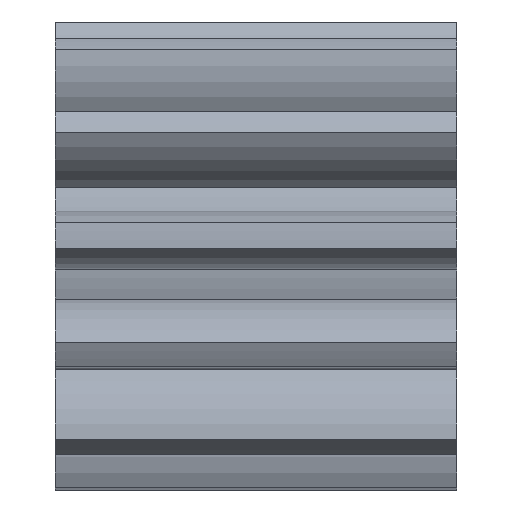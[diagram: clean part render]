
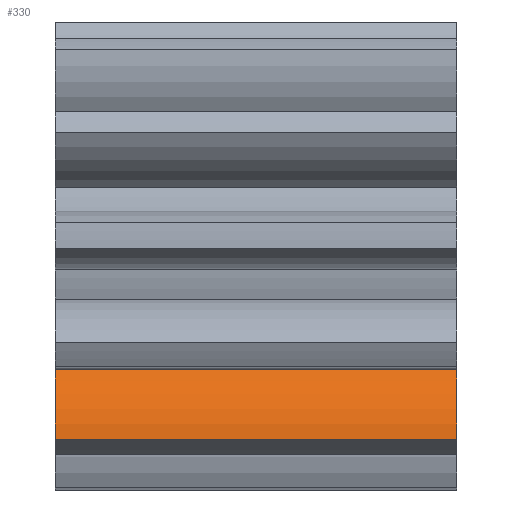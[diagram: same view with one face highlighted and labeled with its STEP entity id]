
A CAD part, left-side view. The second image highlights one B-rep face of the part: STEP entity #330.
In plain terms, the highlighted cylindrical face has radius 3 mm (diameter 6 mm), a partial arc.
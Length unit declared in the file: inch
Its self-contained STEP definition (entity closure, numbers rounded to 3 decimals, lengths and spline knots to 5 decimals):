
#323 = VERTEX_POINT ( 'NONE', #1457 ) ;
#325 = EDGE_CURVE ( 'NONE', #326, #323, #1456, .T. ) ;
#326 = VERTEX_POINT ( 'NONE', #1452 ) ;
#330 = ADVANCED_FACE ( 'NONE', ( #1446 ), #1445, .T. ) ;
#331 = EDGE_LOOP ( 'NONE', ( #332, #335, #375, #377 ) ) ;
#332 = ORIENTED_EDGE ( 'NONE', *, *, #333, .T. ) ;
#333 = EDGE_CURVE ( 'NONE', #323, #334, #1444, .T. ) ;
#334 = VERTEX_POINT ( 'NONE', #1435 ) ;
#335 = ORIENTED_EDGE ( 'NONE', *, *, #336, .F. ) ;
#336 = EDGE_CURVE ( 'NONE', #374, #334, #1434, .T. ) ;
#374 = VERTEX_POINT ( 'NONE', #1537 ) ;
#375 = ORIENTED_EDGE ( 'NONE', *, *, #376, .F. ) ;
#376 = EDGE_CURVE ( 'NONE', #326, #374, #1536, .T. ) ;
#377 = ORIENTED_EDGE ( 'NONE', *, *, #325, .T. ) ;
#1431 = DIRECTION ( 'NONE',  ( 0., -1., 0. ) ) ;
#1432 = VECTOR ( 'NONE', #1431, 39.37008 ) ;
#1433 = CARTESIAN_POINT ( 'NONE',  ( -0.13816, 0.25, -0.14163 ) ) ;
#1434 = LINE ( 'NONE', #1433, #1432 ) ;
#1435 = CARTESIAN_POINT ( 'NONE',  ( -0.13816, -0.25, -0.14163 ) ) ;
#1436 = DIRECTION ( 'NONE',  ( 0., 0., 1. ) ) ;
#1437 = DIRECTION ( 'NONE',  ( 0., 1., 0. ) ) ;
#1438 = CARTESIAN_POINT ( 'NONE',  ( -0.06222, -0.25, -0.23209 ) ) ;
#1439 = AXIS2_PLACEMENT_3D ( 'NONE', #1438, #1437, #1436 ) ;
#1440 = DIRECTION ( 'NONE',  ( 0., 0., -1. ) ) ;
#1441 = DIRECTION ( 'NONE',  ( 0., -1., 0. ) ) ;
#1442 = CARTESIAN_POINT ( 'NONE',  ( -0.06222, 0.25, -0.23209 ) ) ;
#1443 = AXIS2_PLACEMENT_3D ( 'NONE', #1442, #1441, #1440 ) ;
#1444 = CIRCLE ( 'NONE', #1439, 0.11811 ) ;
#1445 = CYLINDRICAL_SURFACE ( 'NONE', #1443, 0.11811 ) ;
#1446 = FACE_OUTER_BOUND ( 'NONE', #331, .T. ) ;
#1452 = CARTESIAN_POINT ( 'NONE',  ( -0.18029, 0.25, -0.22905 ) ) ;
#1453 = DIRECTION ( 'NONE',  ( 0., -1., 0. ) ) ;
#1454 = VECTOR ( 'NONE', #1453, 39.37008 ) ;
#1455 = CARTESIAN_POINT ( 'NONE',  ( -0.18029, 0.25, -0.22905 ) ) ;
#1456 = LINE ( 'NONE', #1455, #1454 ) ;
#1457 = CARTESIAN_POINT ( 'NONE',  ( -0.18029, -0.25, -0.22905 ) ) ;
#1532 = DIRECTION ( 'NONE',  ( 0., 0., 1. ) ) ;
#1533 = DIRECTION ( 'NONE',  ( 0., 1., 0. ) ) ;
#1534 = CARTESIAN_POINT ( 'NONE',  ( -0.06222, 0.25, -0.23209 ) ) ;
#1535 = AXIS2_PLACEMENT_3D ( 'NONE', #1534, #1533, #1532 ) ;
#1536 = CIRCLE ( 'NONE', #1535, 0.11811 ) ;
#1537 = CARTESIAN_POINT ( 'NONE',  ( -0.13816, 0.25, -0.14163 ) ) ;
